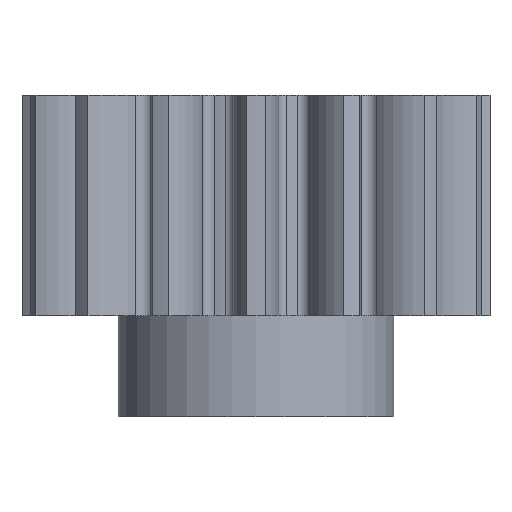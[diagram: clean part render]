
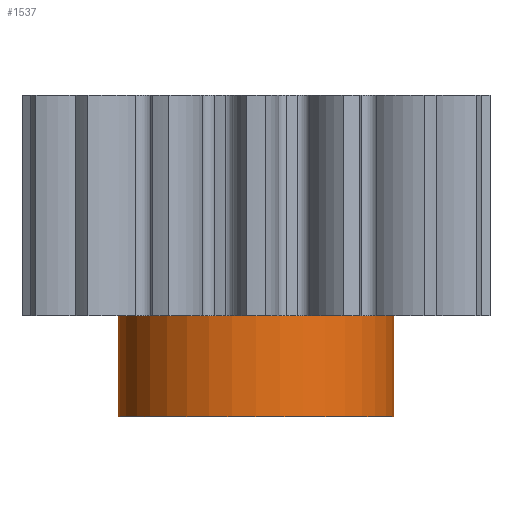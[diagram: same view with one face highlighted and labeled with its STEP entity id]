
A CAD part, front view. The second image highlights one B-rep face of the part: STEP entity #1537.
In plain terms, the highlighted cylindrical face has radius 30 mm (diameter 60 mm), a partial arc.
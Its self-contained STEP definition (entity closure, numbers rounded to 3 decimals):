
#142 = EDGE_CURVE ( 'NONE', #2544, #1076, #1858, .T. ) ;
#372 = DIRECTION ( 'NONE',  ( 0., 0., 1. ) ) ;
#378 = CIRCLE ( 'NONE', #1836, 30. ) ;
#381 = FACE_OUTER_BOUND ( 'NONE', #2894, .T. ) ;
#401 = CARTESIAN_POINT ( 'NONE',  ( -30., 0., 0. ) ) ;
#448 = ORIENTED_EDGE ( 'NONE', *, *, #142, .F. ) ;
#518 = DIRECTION ( 'NONE',  ( -1., 0., 0. ) ) ;
#569 = EDGE_CURVE ( 'NONE', #998, #2544, #378, .T. ) ;
#642 = EDGE_CURVE ( 'NONE', #998, #2100, #650, .T. ) ;
#650 = LINE ( 'NONE', #953, #2807 ) ;
#810 = DIRECTION ( 'NONE',  ( 0., 0., -1. ) ) ;
#864 = DIRECTION ( 'NONE',  ( 0., 0., 1. ) ) ;
#953 = CARTESIAN_POINT ( 'NONE',  ( 30., 0., -70. ) ) ;
#998 = VERTEX_POINT ( 'NONE', #1220 ) ;
#1067 = CARTESIAN_POINT ( 'NONE',  ( -30., 0., -22. ) ) ;
#1076 = VERTEX_POINT ( 'NONE', #401 ) ;
#1220 = CARTESIAN_POINT ( 'NONE',  ( 30., 0., -22. ) ) ;
#1450 = DIRECTION ( 'NONE',  ( 1., 0., 0. ) ) ;
#1537 = ADVANCED_FACE ( 'NONE', ( #381 ), #3260, .T. ) ;
#1549 = CARTESIAN_POINT ( 'NONE',  ( 0., 0., -70. ) ) ;
#1654 = EDGE_CURVE ( 'NONE', #1076, #2100, #2569, .T. ) ;
#1836 = AXIS2_PLACEMENT_3D ( 'NONE', #3123, #810, #518 ) ;
#1858 = LINE ( 'NONE', #1873, #2004 ) ;
#1873 = CARTESIAN_POINT ( 'NONE',  ( -30., 0., -70. ) ) ;
#2004 = VECTOR ( 'NONE', #372, 1000. ) ;
#2100 = VERTEX_POINT ( 'NONE', #3420 ) ;
#2201 = AXIS2_PLACEMENT_3D ( 'NONE', #1549, #2419, #3336 ) ;
#2419 = DIRECTION ( 'NONE',  ( 0., 0., 1. ) ) ;
#2485 = ORIENTED_EDGE ( 'NONE', *, *, #569, .F. ) ;
#2544 = VERTEX_POINT ( 'NONE', #1067 ) ;
#2569 = CIRCLE ( 'NONE', #3711, 30. ) ;
#2703 = ORIENTED_EDGE ( 'NONE', *, *, #642, .T. ) ;
#2807 = VECTOR ( 'NONE', #3492, 1000. ) ;
#2827 = CARTESIAN_POINT ( 'NONE',  ( 0., 0., 0. ) ) ;
#2894 = EDGE_LOOP ( 'NONE', ( #448, #2485, #2703, #3499 ) ) ;
#3123 = CARTESIAN_POINT ( 'NONE',  ( 0., 0., -22. ) ) ;
#3260 = CYLINDRICAL_SURFACE ( 'NONE', #2201, 30. ) ;
#3336 = DIRECTION ( 'NONE',  ( 1., 0., 0. ) ) ;
#3420 = CARTESIAN_POINT ( 'NONE',  ( 30., 0., 0. ) ) ;
#3492 = DIRECTION ( 'NONE',  ( 0., 0., 1. ) ) ;
#3499 = ORIENTED_EDGE ( 'NONE', *, *, #1654, .F. ) ;
#3711 = AXIS2_PLACEMENT_3D ( 'NONE', #2827, #864, #1450 ) ;
